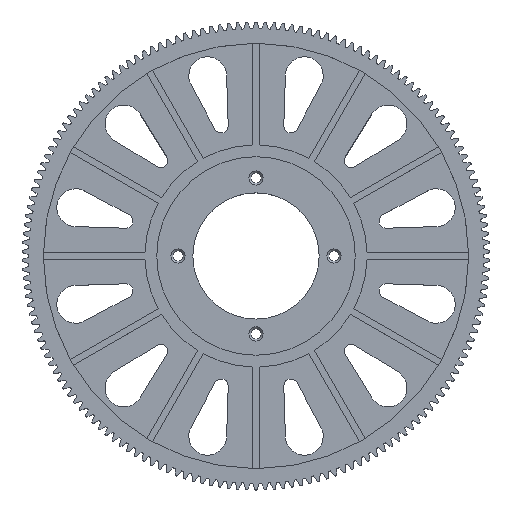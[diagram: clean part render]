
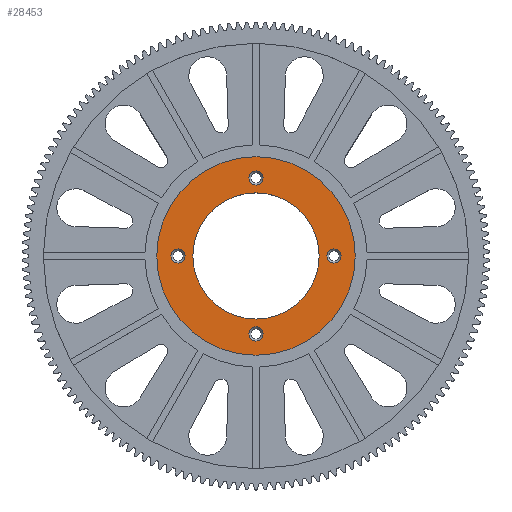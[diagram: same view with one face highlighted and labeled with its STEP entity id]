
A CAD part, top view. The second image highlights one B-rep face of the part: STEP entity #28453.
In plain terms, the highlighted planar face has unit normal (0, 0, 1).
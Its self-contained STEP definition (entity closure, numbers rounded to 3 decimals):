
#43=FACE_BOUND('',#6115,.T.);
#44=FACE_BOUND('',#6116,.T.);
#45=FACE_BOUND('',#6117,.T.);
#46=FACE_BOUND('',#6118,.T.);
#47=FACE_BOUND('',#6119,.T.);
#2132=CIRCLE('',#32000,1.5);
#2134=CIRCLE('',#32003,21.);
#2135=CIRCLE('',#32004,1.5);
#2136=CIRCLE('',#32005,1.5);
#2137=CIRCLE('',#32006,13.35);
#2138=CIRCLE('',#32007,1.5);
#4633=FACE_OUTER_BOUND('',#6114,.T.);
#6114=EDGE_LOOP('',(#26369));
#6115=EDGE_LOOP('',(#26370));
#6116=EDGE_LOOP('',(#26371));
#6117=EDGE_LOOP('',(#26372));
#6118=EDGE_LOOP('',(#26373));
#6119=EDGE_LOOP('',(#26374));
#13514=VERTEX_POINT('',#50058);
#13516=VERTEX_POINT('',#50064);
#13517=VERTEX_POINT('',#50066);
#13518=VERTEX_POINT('',#50068);
#13519=VERTEX_POINT('',#50070);
#13520=VERTEX_POINT('',#50072);
#17840=EDGE_CURVE('',#13514,#13514,#2132,.T.);
#17843=EDGE_CURVE('',#13516,#13516,#2134,.T.);
#17844=EDGE_CURVE('',#13517,#13517,#2135,.T.);
#17845=EDGE_CURVE('',#13518,#13518,#2136,.T.);
#17846=EDGE_CURVE('',#13519,#13519,#2137,.T.);
#17847=EDGE_CURVE('',#13520,#13520,#2138,.T.);
#26369=ORIENTED_EDGE('',*,*,#17843,.T.);
#26370=ORIENTED_EDGE('',*,*,#17844,.F.);
#26371=ORIENTED_EDGE('',*,*,#17845,.F.);
#26372=ORIENTED_EDGE('',*,*,#17846,.T.);
#26373=ORIENTED_EDGE('',*,*,#17847,.F.);
#26374=ORIENTED_EDGE('',*,*,#17840,.F.);
#27007=PLANE('',#32002);
#28453=ADVANCED_FACE('',(#4633,#43,#44,#45,#46,#47),#27007,.T.);
#32000=AXIS2_PLACEMENT_3D('',#50059,#41317,#41318);
#32002=AXIS2_PLACEMENT_3D('',#50063,#41322,#41323);
#32003=AXIS2_PLACEMENT_3D('',#50065,#41324,#41325);
#32004=AXIS2_PLACEMENT_3D('',#50067,#41326,#41327);
#32005=AXIS2_PLACEMENT_3D('',#50069,#41328,#41329);
#32006=AXIS2_PLACEMENT_3D('',#50071,#41330,#41331);
#32007=AXIS2_PLACEMENT_3D('',#50073,#41332,#41333);
#41317=DIRECTION('center_axis',(0.,0.,1.));
#41318=DIRECTION('ref_axis',(1.,0.,0.));
#41322=DIRECTION('center_axis',(0.,0.,1.));
#41323=DIRECTION('ref_axis',(1.,0.,0.));
#41324=DIRECTION('center_axis',(0.,0.,1.));
#41325=DIRECTION('ref_axis',(1.,0.,0.));
#41326=DIRECTION('center_axis',(0.,0.,1.));
#41327=DIRECTION('ref_axis',(1.,0.,0.));
#41328=DIRECTION('center_axis',(0.,0.,1.));
#41329=DIRECTION('ref_axis',(1.,0.,0.));
#41330=DIRECTION('center_axis',(0.,0.,-1.));
#41331=DIRECTION('ref_axis',(1.,0.,0.));
#41332=DIRECTION('center_axis',(0.,0.,1.));
#41333=DIRECTION('ref_axis',(1.,0.,0.));
#50058=CARTESIAN_POINT('',(15.,0.,1.575));
#50059=CARTESIAN_POINT('Origin',(16.5,0.,1.575));
#50063=CARTESIAN_POINT('Origin',(0.,0.,1.575));
#50064=CARTESIAN_POINT('',(-21.,0.,1.575));
#50065=CARTESIAN_POINT('Origin',(0.,0.,1.575));
#50066=CARTESIAN_POINT('',(-1.5,-16.5,1.575));
#50067=CARTESIAN_POINT('Origin',(0.,-16.5,1.575));
#50068=CARTESIAN_POINT('',(-1.5,16.5,1.575));
#50069=CARTESIAN_POINT('Origin',(0.,16.5,1.575));
#50070=CARTESIAN_POINT('',(-13.35,0.,1.575));
#50071=CARTESIAN_POINT('Origin',(0.,0.,1.575));
#50072=CARTESIAN_POINT('',(-18.,0.,1.575));
#50073=CARTESIAN_POINT('Origin',(-16.5,0.,1.575));
